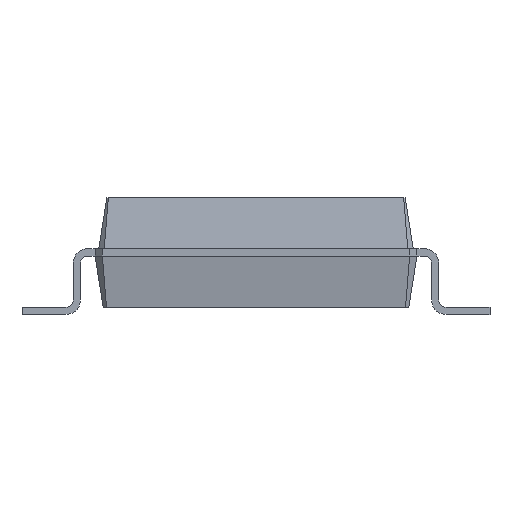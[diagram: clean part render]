
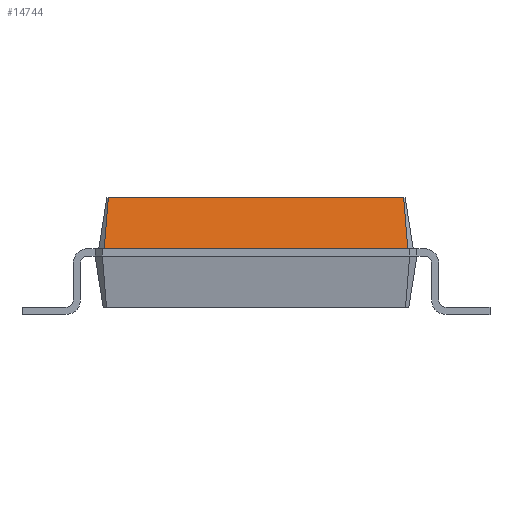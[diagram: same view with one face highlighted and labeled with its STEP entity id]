
A CAD part, front view. The second image highlights one B-rep face of the part: STEP entity #14744.
In plain terms, the highlighted free-form (B-spline) face has degree [1, 1] with [2, 2] control points.
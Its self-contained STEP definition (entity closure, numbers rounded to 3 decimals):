
#4103 = B_SPLINE_SURFACE_WITH_KNOTS('',1,1,(
(#4104,#4105)
,(#4106,#4107
)),.UNSPECIFIED.,.F.,.F.,.F.,(2,2),(2,2),(0.,0.106),(0.,1.)
,.PIECEWISE_BEZIER_KNOTS.);
#4104 = CARTESIAN_POINT('',(2.15,-2.375,0.9));
#4105 = CARTESIAN_POINT('',(2.039,-2.32,1.6));
#4106 = CARTESIAN_POINT('',(2.075,-2.45,0.9));
#4107 = CARTESIAN_POINT('',(2.02,-2.339,1.6));
#4130 = PLANE('',#4131);
#4131 = AXIS2_PLACEMENT_3D('',#4132,#4133,#4134);
#4132 = CARTESIAN_POINT('',(-2.02,2.339,1.6));
#4133 = DIRECTION('',(0.,0.,1.));
#4134 = DIRECTION('',(0.654,-0.757,0.));
#10842 = VERTEX_POINT('',#10843);
#10843 = CARTESIAN_POINT('',(2.075,-2.45,0.9));
#10863 = EDGE_CURVE('',#10842,#10864,#10866,.T.);
#10864 = VERTEX_POINT('',#10865);
#10865 = CARTESIAN_POINT('',(2.02,-2.339,1.6));
#10866 = SURFACE_CURVE('',#10867,(#10870,#10877),.PCURVE_S1.);
#10867 = B_SPLINE_CURVE_WITH_KNOTS('',1,(#10868,#10869),.UNSPECIFIED.,
.F.,.F.,(2,2),(0.,1.),.PIECEWISE_BEZIER_KNOTS.);
#10868 = CARTESIAN_POINT('',(2.075,-2.45,0.9));
#10869 = CARTESIAN_POINT('',(2.02,-2.339,1.6));
#10870 = PCURVE('',#4103,#10871);
#10871 = DEFINITIONAL_REPRESENTATION('',(#10872),#10876);
#10872 = LINE('',#10873,#10874);
#10873 = CARTESIAN_POINT('',(0.106,0.));
#10874 = VECTOR('',#10875,1.);
#10875 = DIRECTION('',(0.,1.));
#10876 = ( GEOMETRIC_REPRESENTATION_CONTEXT(2)
PARAMETRIC_REPRESENTATION_CONTEXT() REPRESENTATION_CONTEXT('2D SPACE',''
) );
#10877 = PCURVE('',#10878,#10883);
#10878 = B_SPLINE_SURFACE_WITH_KNOTS('',1,1,(
(#10879,#10880)
,(#10881,#10882
)),.UNSPECIFIED.,.F.,.F.,.F.,(2,2),(2,2),(0.,4.15),(0.,1.),
.PIECEWISE_BEZIER_KNOTS.);
#10879 = CARTESIAN_POINT('',(2.075,-2.45,0.9));
#10880 = CARTESIAN_POINT('',(2.02,-2.339,1.6));
#10881 = CARTESIAN_POINT('',(-2.075,-2.45,0.9));
#10882 = CARTESIAN_POINT('',(-2.02,-2.339,1.6));
#10883 = DEFINITIONAL_REPRESENTATION('',(#10884),#10888);
#10884 = LINE('',#10885,#10886);
#10885 = CARTESIAN_POINT('',(0.,0.));
#10886 = VECTOR('',#10887,1.);
#10887 = DIRECTION('',(0.,1.));
#10888 = ( GEOMETRIC_REPRESENTATION_CONTEXT(2)
PARAMETRIC_REPRESENTATION_CONTEXT() REPRESENTATION_CONTEXT('2D SPACE',''
) );
#10998 = VERTEX_POINT('',#10999);
#10999 = CARTESIAN_POINT('',(-2.02,-2.339,1.6));
#11013 = B_SPLINE_SURFACE_WITH_KNOTS('',1,1,(
(#11014,#11015)
,(#11016,#11017
)),.UNSPECIFIED.,.F.,.F.,.F.,(2,2),(2,2),(0.,0.106),(0.,1.)
,.PIECEWISE_BEZIER_KNOTS.);
#11014 = CARTESIAN_POINT('',(-2.075,-2.45,0.9));
#11015 = CARTESIAN_POINT('',(-2.02,-2.339,1.6));
#11016 = CARTESIAN_POINT('',(-2.15,-2.375,0.9));
#11017 = CARTESIAN_POINT('',(-2.039,-2.32,1.6));
#11024 = EDGE_CURVE('',#10864,#10998,#11025,.T.);
#11025 = SURFACE_CURVE('',#11026,(#11030,#11037),.PCURVE_S1.);
#11026 = LINE('',#11027,#11028);
#11027 = CARTESIAN_POINT('',(2.02,-2.339,1.6));
#11028 = VECTOR('',#11029,1.);
#11029 = DIRECTION('',(-1.,0.,0.));
#11030 = PCURVE('',#4130,#11031);
#11031 = DEFINITIONAL_REPRESENTATION('',(#11032),#11036);
#11032 = LINE('',#11033,#11034);
#11033 = CARTESIAN_POINT('',(6.181,0.));
#11034 = VECTOR('',#11035,1.);
#11035 = DIRECTION('',(-0.654,-0.757));
#11036 = ( GEOMETRIC_REPRESENTATION_CONTEXT(2)
PARAMETRIC_REPRESENTATION_CONTEXT() REPRESENTATION_CONTEXT('2D SPACE',''
) );
#11037 = PCURVE('',#10878,#11038);
#11038 = DEFINITIONAL_REPRESENTATION('',(#11039),#11042);
#11039 = B_SPLINE_CURVE_WITH_KNOTS('',1,(#11040,#11041),.UNSPECIFIED.,
.F.,.F.,(2,2),(0.,4.039),.PIECEWISE_BEZIER_KNOTS.);
#11040 = CARTESIAN_POINT('',(0.,1.));
#11041 = CARTESIAN_POINT('',(4.15,1.));
#11042 = ( GEOMETRIC_REPRESENTATION_CONTEXT(2)
PARAMETRIC_REPRESENTATION_CONTEXT() REPRESENTATION_CONTEXT('2D SPACE',''
) );
#11357 = B_SPLINE_SURFACE_WITH_KNOTS('',1,1,(
(#11358,#11359)
,(#11360,#11361
)),.UNSPECIFIED.,.F.,.F.,.F.,(2,2),(2,2),(0.,4.2),(0.,1.),
.PIECEWISE_BEZIER_KNOTS.);
#11358 = CARTESIAN_POINT('',(2.1,-2.5,0.9));
#11359 = CARTESIAN_POINT('',(2.075,-2.45,0.9));
#11360 = CARTESIAN_POINT('',(-2.1,-2.5,0.9));
#11361 = CARTESIAN_POINT('',(-2.075,-2.45,0.9));
#14744 = ADVANCED_FACE('',(#14745),#10878,.F.);
#14745 = FACE_BOUND('',#14746,.F.);
#14746 = EDGE_LOOP('',(#14747,#14769,#14789,#14790));
#14747 = ORIENTED_EDGE('',*,*,#14748,.T.);
#14748 = EDGE_CURVE('',#10842,#14749,#14751,.T.);
#14749 = VERTEX_POINT('',#14750);
#14750 = CARTESIAN_POINT('',(-2.075,-2.45,0.9));
#14751 = SURFACE_CURVE('',#14752,(#14756,#14763),.PCURVE_S1.);
#14752 = LINE('',#14753,#14754);
#14753 = CARTESIAN_POINT('',(2.075,-2.45,0.9));
#14754 = VECTOR('',#14755,1.);
#14755 = DIRECTION('',(-1.,0.,0.));
#14756 = PCURVE('',#10878,#14757);
#14757 = DEFINITIONAL_REPRESENTATION('',(#14758),#14762);
#14758 = LINE('',#14759,#14760);
#14759 = CARTESIAN_POINT('',(0.,0.));
#14760 = VECTOR('',#14761,1.);
#14761 = DIRECTION('',(1.,0.));
#14762 = ( GEOMETRIC_REPRESENTATION_CONTEXT(2)
PARAMETRIC_REPRESENTATION_CONTEXT() REPRESENTATION_CONTEXT('2D SPACE',''
) );
#14763 = PCURVE('',#11357,#14764);
#14764 = DEFINITIONAL_REPRESENTATION('',(#14765),#14768);
#14765 = B_SPLINE_CURVE_WITH_KNOTS('',1,(#14766,#14767),.UNSPECIFIED.,
.F.,.F.,(2,2),(0.,4.15),.PIECEWISE_BEZIER_KNOTS.);
#14766 = CARTESIAN_POINT('',(0.,1.));
#14767 = CARTESIAN_POINT('',(4.2,1.));
#14768 = ( GEOMETRIC_REPRESENTATION_CONTEXT(2)
PARAMETRIC_REPRESENTATION_CONTEXT() REPRESENTATION_CONTEXT('2D SPACE',''
) );
#14769 = ORIENTED_EDGE('',*,*,#14770,.T.);
#14770 = EDGE_CURVE('',#14749,#10998,#14771,.T.);
#14771 = SURFACE_CURVE('',#14772,(#14775,#14782),.PCURVE_S1.);
#14772 = B_SPLINE_CURVE_WITH_KNOTS('',1,(#14773,#14774),.UNSPECIFIED.,
.F.,.F.,(2,2),(0.,1.),.PIECEWISE_BEZIER_KNOTS.);
#14773 = CARTESIAN_POINT('',(-2.075,-2.45,0.9));
#14774 = CARTESIAN_POINT('',(-2.02,-2.339,1.6));
#14775 = PCURVE('',#10878,#14776);
#14776 = DEFINITIONAL_REPRESENTATION('',(#14777),#14781);
#14777 = LINE('',#14778,#14779);
#14778 = CARTESIAN_POINT('',(4.15,0.));
#14779 = VECTOR('',#14780,1.);
#14780 = DIRECTION('',(0.,1.));
#14781 = ( GEOMETRIC_REPRESENTATION_CONTEXT(2)
PARAMETRIC_REPRESENTATION_CONTEXT() REPRESENTATION_CONTEXT('2D SPACE',''
) );
#14782 = PCURVE('',#11013,#14783);
#14783 = DEFINITIONAL_REPRESENTATION('',(#14784),#14788);
#14784 = LINE('',#14785,#14786);
#14785 = CARTESIAN_POINT('',(0.,0.));
#14786 = VECTOR('',#14787,1.);
#14787 = DIRECTION('',(0.,1.));
#14788 = ( GEOMETRIC_REPRESENTATION_CONTEXT(2)
PARAMETRIC_REPRESENTATION_CONTEXT() REPRESENTATION_CONTEXT('2D SPACE',''
) );
#14789 = ORIENTED_EDGE('',*,*,#11024,.F.);
#14790 = ORIENTED_EDGE('',*,*,#10863,.F.);
